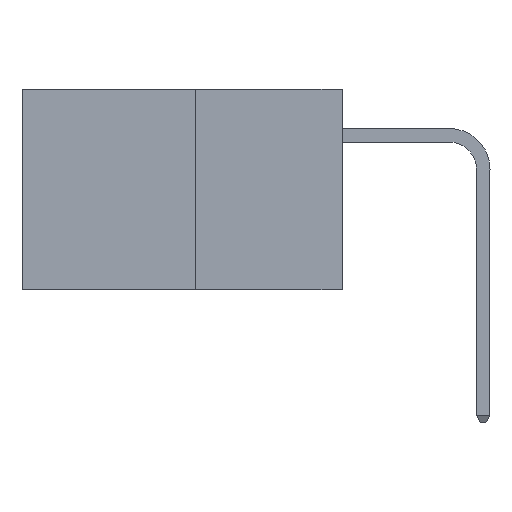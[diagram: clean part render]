
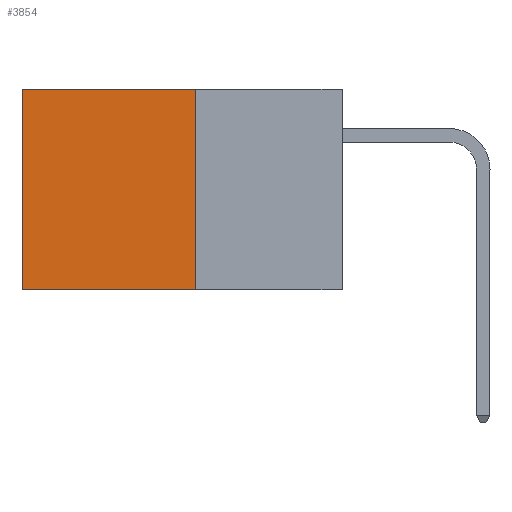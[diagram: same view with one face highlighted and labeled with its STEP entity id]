
A CAD part, left-side view. The second image highlights one B-rep face of the part: STEP entity #3854.
In plain terms, the highlighted planar face has unit normal (-1, 0, 0).
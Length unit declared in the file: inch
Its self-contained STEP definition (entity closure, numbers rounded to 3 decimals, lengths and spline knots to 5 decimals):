
#136 = VECTOR ( 'NONE', #1799, 39.37008 ) ;
#973 = ORIENTED_EDGE ( 'NONE', *, *, #8675, .T. ) ;
#1799 = DIRECTION ( 'NONE',  ( 0., 1., 0. ) ) ;
#2077 = ORIENTED_EDGE ( 'NONE', *, *, #7552, .F. ) ;
#2158 = DIRECTION ( 'NONE',  ( 0., 1., 0. ) ) ;
#2799 = CARTESIAN_POINT ( 'NONE',  ( 0.277, 0.27, 0. ) ) ;
#3854 = ADVANCED_FACE ( 'NONE', ( #6981 ), #17341, .F. ) ;
#4013 = LINE ( 'NONE', #8785, #17827 ) ;
#4116 = DIRECTION ( 'NONE',  ( 1., 0., 0. ) ) ;
#4562 = CARTESIAN_POINT ( 'NONE',  ( 0.277, 0.27, 0. ) ) ;
#4749 = CARTESIAN_POINT ( 'NONE',  ( 0.277, 0.59, 0. ) ) ;
#4975 = CARTESIAN_POINT ( 'NONE',  ( 0.277, 0.27, -0.37 ) ) ;
#6604 = VERTEX_POINT ( 'NONE', #4749 ) ;
#6750 = EDGE_CURVE ( 'NONE', #8454, #6604, #7083, .T. ) ;
#6904 = VERTEX_POINT ( 'NONE', #17279 ) ;
#6981 = FACE_OUTER_BOUND ( 'NONE', #14081, .T. ) ;
#7083 = LINE ( 'NONE', #4562, #136 ) ;
#7552 = EDGE_CURVE ( 'NONE', #11029, #6904, #11155, .T. ) ;
#8134 = CARTESIAN_POINT ( 'NONE',  ( 0.277, 0.27, -0.37 ) ) ;
#8454 = VERTEX_POINT ( 'NONE', #2799 ) ;
#8675 = EDGE_CURVE ( 'NONE', #6604, #6904, #4013, .T. ) ;
#8785 = CARTESIAN_POINT ( 'NONE',  ( 0.277, 0.59, -0.37 ) ) ;
#10154 = DIRECTION ( 'NONE',  ( 0., 0., -1. ) ) ;
#10747 = ORIENTED_EDGE ( 'NONE', *, *, #6750, .T. ) ;
#11029 = VERTEX_POINT ( 'NONE', #16666 ) ;
#11155 = LINE ( 'NONE', #4975, #14847 ) ;
#11499 = CARTESIAN_POINT ( 'NONE',  ( 0.277, 0.27, -0.37 ) ) ;
#13744 = DIRECTION ( 'NONE',  ( 0., 0., -1. ) ) ;
#14081 = EDGE_LOOP ( 'NONE', ( #973, #2077, #15786, #10747 ) ) ;
#14427 = AXIS2_PLACEMENT_3D ( 'NONE', #11499, #4116, #13744 ) ;
#14572 = VECTOR ( 'NONE', #16439, 39.37008 ) ;
#14847 = VECTOR ( 'NONE', #2158, 39.37008 ) ;
#15008 = LINE ( 'NONE', #8134, #14572 ) ;
#15786 = ORIENTED_EDGE ( 'NONE', *, *, #16932, .F. ) ;
#16439 = DIRECTION ( 'NONE',  ( 0., 0., -1. ) ) ;
#16666 = CARTESIAN_POINT ( 'NONE',  ( 0.277, 0.27, -0.37 ) ) ;
#16932 = EDGE_CURVE ( 'NONE', #8454, #11029, #15008, .T. ) ;
#17279 = CARTESIAN_POINT ( 'NONE',  ( 0.277, 0.59, -0.37 ) ) ;
#17341 = PLANE ( 'NONE',  #14427 ) ;
#17827 = VECTOR ( 'NONE', #10154, 39.37008 ) ;
